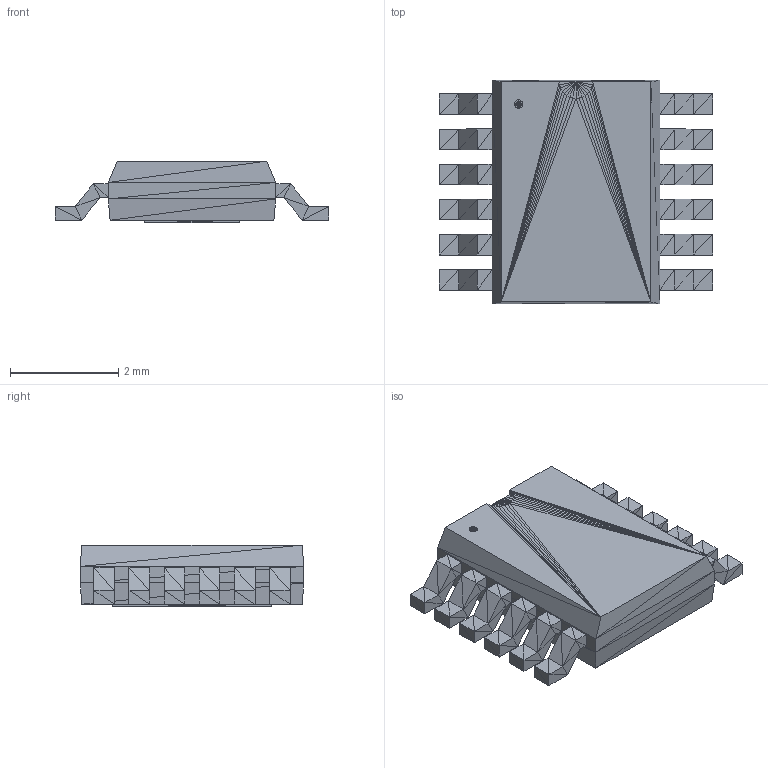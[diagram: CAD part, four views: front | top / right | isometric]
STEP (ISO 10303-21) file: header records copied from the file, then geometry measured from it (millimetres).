
FILE_DESCRIPTION(('STEP AP214'),'1');
FILE_NAME('MSOP-12_MSE','2017-03-04T01:47:14',(''),(''),'','','');
FILE_SCHEMA(('AUTOMOTIVE_DESIGN'));
Length unit declared in the file: millimetre
Products named in the file (1): product
Bounding box: 5.05 x 4.14 x 1.15 mm (x, y, z)
Surface area: 70.7 mm2 (no closed solid volume)
Topology: 0 solids, 577 shells, 577 faces, 1731 edges, 1731 vertices
Faces by surface type: plane 577
Entity records: 19100 total; most frequent: CARTESIAN_POINT 4040, DIRECTION 2887, ORIENTED_EDGE 1731, EDGE_CURVE 1731, VERTEX_POINT 1731, LINE 1731, VECTOR 1731, AXIS2_PLACEMENT_3D 578
